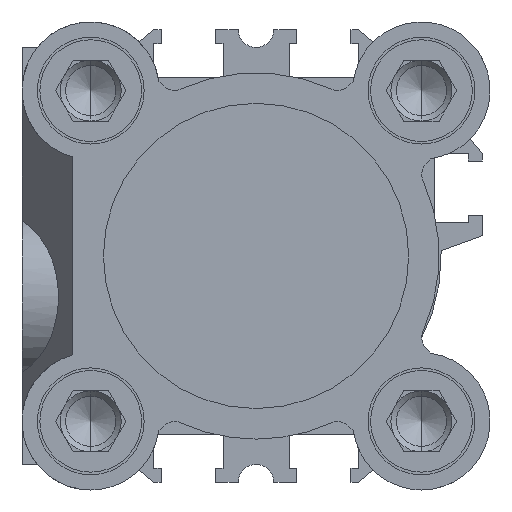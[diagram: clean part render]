
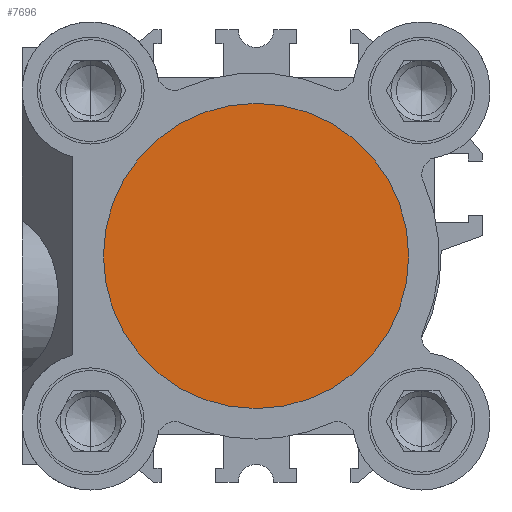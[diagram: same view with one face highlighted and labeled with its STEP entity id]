
A CAD part, left-side view. The second image highlights one B-rep face of the part: STEP entity #7696.
In plain terms, the highlighted face is planar.
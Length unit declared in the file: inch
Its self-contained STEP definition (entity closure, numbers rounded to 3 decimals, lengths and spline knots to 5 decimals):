
#328 = ORIENTED_EDGE ( 'NONE', *, *, #1272, .F. ) ;
#608 = CIRCLE ( 'NONE', #4970, 0.59055 ) ;
#1088 = VERTEX_POINT ( 'NONE', #9708 ) ;
#1220 = CARTESIAN_POINT ( 'NONE',  ( 0.15748, 0., 0. ) ) ;
#1272 = EDGE_CURVE ( 'NONE', #1088, #7672, #3070, .T. ) ;
#2200 = DIRECTION ( 'NONE',  ( 0., 0., 1. ) ) ;
#2336 = DIRECTION ( 'NONE',  ( -1., 0., 0. ) ) ;
#2955 = DIRECTION ( 'NONE',  ( -1., 0., 0. ) ) ;
#3070 = CIRCLE ( 'NONE', #7778, 0.59055 ) ;
#4271 = PLANE ( 'NONE',  #6667 ) ;
#4970 = AXIS2_PLACEMENT_3D ( 'NONE', #8733, #2955, #9718 ) ;
#5176 = CARTESIAN_POINT ( 'NONE',  ( 0.15748, 0., 0.59055 ) ) ;
#6667 = AXIS2_PLACEMENT_3D ( 'NONE', #7154, #2336, #9118 ) ;
#7154 = CARTESIAN_POINT ( 'NONE',  ( 0.15748, 0.59055, 0. ) ) ;
#7485 = EDGE_CURVE ( 'NONE', #7672, #1088, #608, .T. ) ;
#7672 = VERTEX_POINT ( 'NONE', #5176 ) ;
#7696 = ADVANCED_FACE ( 'NONE', ( #10783 ), #4271, .F. ) ;
#7778 = AXIS2_PLACEMENT_3D ( 'NONE', #1220, #7987, #2200 ) ;
#7987 = DIRECTION ( 'NONE',  ( -1., 0., 0. ) ) ;
#8733 = CARTESIAN_POINT ( 'NONE',  ( 0.15748, 0., 0. ) ) ;
#9118 = DIRECTION ( 'NONE',  ( 0., 0., 1. ) ) ;
#9305 = EDGE_LOOP ( 'NONE', ( #12448, #328 ) ) ;
#9708 = CARTESIAN_POINT ( 'NONE',  ( 0.15748, 0., -0.59055 ) ) ;
#9718 = DIRECTION ( 'NONE',  ( 0., 0., 1. ) ) ;
#10783 = FACE_OUTER_BOUND ( 'NONE', #9305, .T. ) ;
#12448 = ORIENTED_EDGE ( 'NONE', *, *, #7485, .F. ) ;
